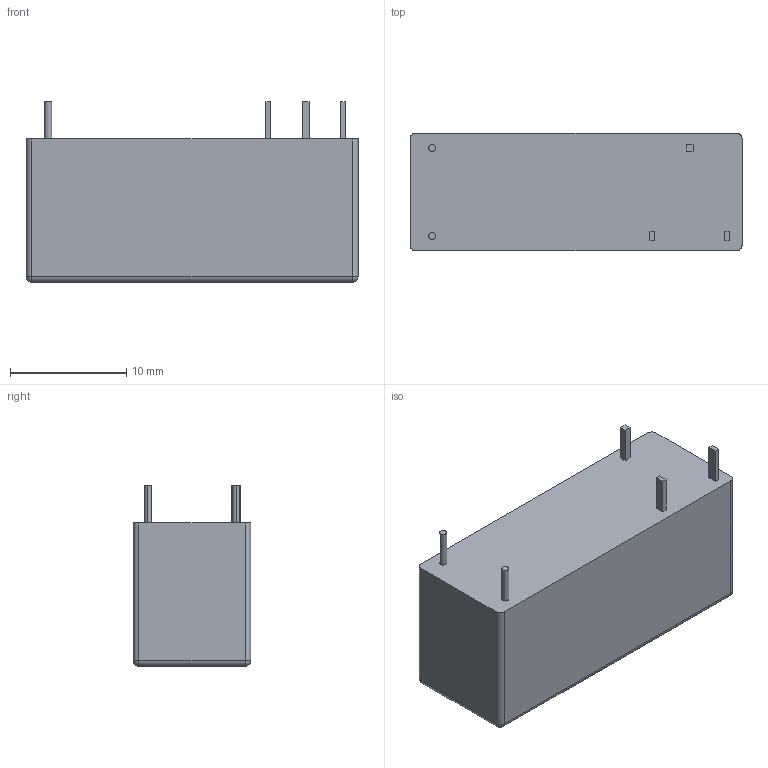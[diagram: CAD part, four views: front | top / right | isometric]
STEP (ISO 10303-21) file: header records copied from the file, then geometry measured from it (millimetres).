
FILE_DESCRIPTION((''),'2;1');
FILE_NAME('C-4-1393224-9','2015-10-30T',('workeradm'),('Tyco Electronics Ltd.'),'CREO PARAMETRIC BY PTC INC, 2015200','CREO PARAMETRIC BY PTC INC, 2015200','');
FILE_SCHEMA(('AUTOMOTIVE_DESIGN { 1 0 10303 214 1 1 1 1 }'));
Length unit declared in the file: millimetre
Products named in the file (1): C-4-1393224-9
Bounding box: 28.5 x 10.1 x 15.5 mm (x, y, z)
Volume: 3522.4 mm3; surface area: 1551.9 mm2
Topology: 1 solids, 1 shells, 56 faces, 123 edges, 78 vertices
Faces by surface type: plane 32, cylinder 19, sphere 3, cone 2
Entity records: 1721 total; most frequent: CARTESIAN_POINT 411, DIRECTION 271, ORIENTED_EDGE 246, EDGE_CURVE 123, AXIS2_PLACEMENT_3D 94, VECTOR 83, LINE 83, VERTEX_POINT 78
